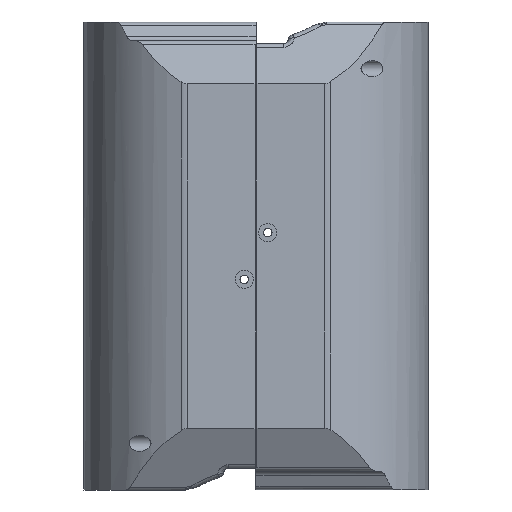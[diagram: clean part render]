
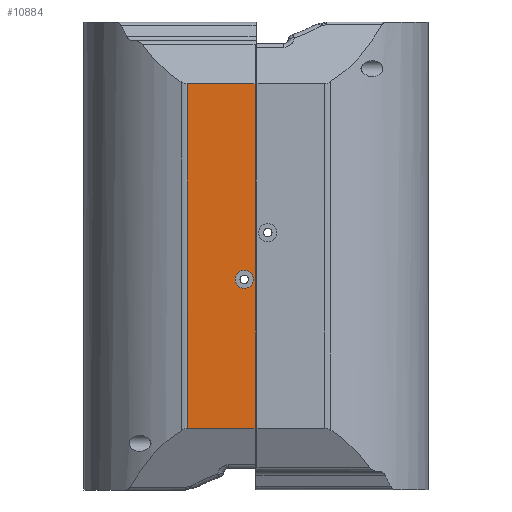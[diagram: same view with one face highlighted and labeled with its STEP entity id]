
A CAD part, left-side view. The second image highlights one B-rep face of the part: STEP entity #10884.
In plain terms, the highlighted planar face has unit normal (-1, 0, 0).
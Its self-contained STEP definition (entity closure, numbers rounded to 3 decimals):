
#314=PLANE('',#11846);
#490=FACE_BOUND('',#1822,.T.);
#1104=FACE_OUTER_BOUND('',#1821,.T.);
#1821=EDGE_LOOP('',(#8135,#8136,#8137,#8138));
#1822=EDGE_LOOP('',(#8139));
#2339=LINE('',#16632,#2959);
#2500=LINE('',#22518,#3120);
#2501=LINE('',#22519,#3121);
#2502=LINE('',#22520,#3122);
#2959=VECTOR('',#12874,10.);
#3120=VECTOR('',#13881,10.);
#3121=VECTOR('',#13882,10.);
#3122=VECTOR('',#13883,10.);
#3521=CIRCLE('',#11343,4.25);
#4215=VERTEX_POINT('',#15890);
#4353=VERTEX_POINT('',#16629);
#4354=VERTEX_POINT('',#16631);
#4645=VERTEX_POINT('',#22516);
#4646=VERTEX_POINT('',#22517);
#5233=EDGE_CURVE('',#4215,#4215,#3521,.T.);
#5395=EDGE_CURVE('',#4353,#4354,#2339,.T.);
#5908=EDGE_CURVE('',#4645,#4646,#2500,.T.);
#5909=EDGE_CURVE('',#4354,#4645,#2501,.T.);
#5910=EDGE_CURVE('',#4646,#4353,#2502,.T.);
#8135=ORIENTED_EDGE('',*,*,#5908,.F.);
#8136=ORIENTED_EDGE('',*,*,#5909,.F.);
#8137=ORIENTED_EDGE('',*,*,#5395,.F.);
#8138=ORIENTED_EDGE('',*,*,#5910,.F.);
#8139=ORIENTED_EDGE('',*,*,#5233,.T.);
#10884=ADVANCED_FACE('',(#1104,#490),#314,.F.);
#11343=AXIS2_PLACEMENT_3D('',#15891,#12654,#12655);
#11846=AXIS2_PLACEMENT_3D('',#22515,#13879,#13880);
#12654=DIRECTION('center_axis',(1.,0.,0.));
#12655=DIRECTION('ref_axis',(0.,0.,1.));
#12874=DIRECTION('',(0.,0.,-1.));
#13879=DIRECTION('center_axis',(1.,0.,0.));
#13880=DIRECTION('ref_axis',(0.,0.,-1.));
#13881=DIRECTION('',(0.,0.,1.));
#13882=DIRECTION('',(0.,1.,0.));
#13883=DIRECTION('',(0.,-1.,0.));
#15890=CARTESIAN_POINT('',(-62.5,5.5,-1.5));
#15891=CARTESIAN_POINT('Origin',(-62.5,5.5,2.75));
#16629=CARTESIAN_POINT('',(-62.5,0.,94.282));
#16631=CARTESIAN_POINT('',(-62.5,0.,-67.082));
#16632=CARTESIAN_POINT('',(-62.5,0.,-46.727));
#22515=CARTESIAN_POINT('Origin',(-62.5,40.358,13.286));
#22516=CARTESIAN_POINT('',(-62.5,32.108,-67.082));
#22517=CARTESIAN_POINT('',(-62.5,32.108,94.282));
#22518=CARTESIAN_POINT('',(-62.5,32.108,123.));
#22519=CARTESIAN_POINT('',(-62.5,20.179,-67.082));
#22520=CARTESIAN_POINT('',(-62.5,20.179,94.282));
